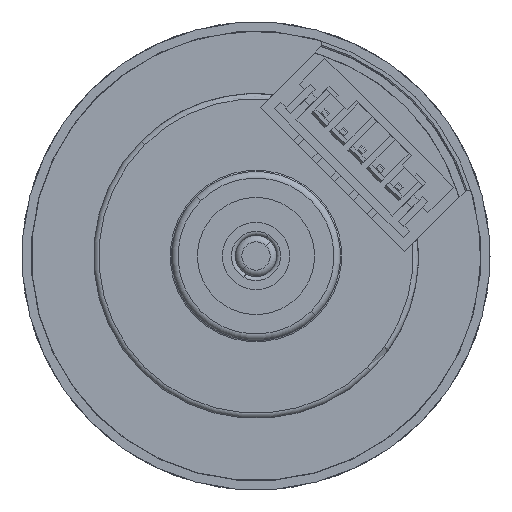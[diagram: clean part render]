
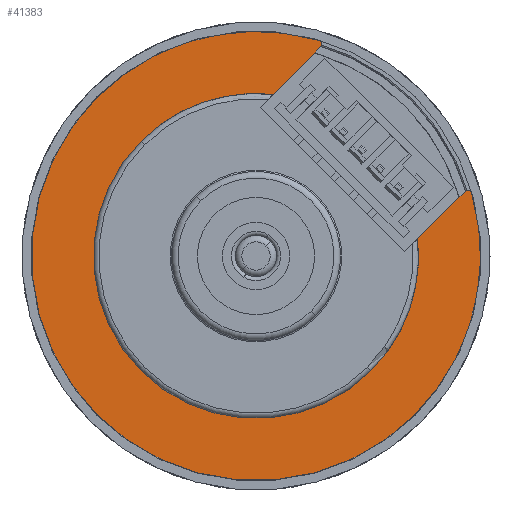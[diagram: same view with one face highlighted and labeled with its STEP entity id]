
A CAD part, left-side view. The second image highlights one B-rep face of the part: STEP entity #41383.
In plain terms, the highlighted planar face has unit normal (-1, 0, 0).
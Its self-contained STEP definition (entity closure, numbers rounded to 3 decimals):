
#40599=DIRECTION('',(0.,-1.,0.));
#40600=VECTOR('',#40599,5.163);
#40601=CARTESIAN_POINT('',(-1.,-9.728,7.85));
#40602=LINE('',#40601,#40600);
#40603=CARTESIAN_POINT('',(-1.,0.,0.));
#40604=DIRECTION('',(1.,0.,0.));
#40605=DIRECTION('',(0.,0.,1.));
#40606=AXIS2_PLACEMENT_3D('',#40603,#40604,#40605);
#40608=CARTESIAN_POINT('',(-1.,0.,0.));
#40609=DIRECTION('',(1.,0.,0.));
#40610=DIRECTION('',(0.,0.,-1.));
#40611=AXIS2_PLACEMENT_3D('',#40608,#40609,#40610);
#40613=CARTESIAN_POINT('',(-1.,0.,0.));
#40614=DIRECTION('',(1.,0.,0.));
#40615=DIRECTION('',(0.,-0.778,-0.628));
#40616=AXIS2_PLACEMENT_3D('',#40613,#40614,#40615);
#40618=DIRECTION('',(0.,1.,0.));
#40619=VECTOR('',#40618,5.163);
#40620=CARTESIAN_POINT('',(-1.,-14.891,-7.85));
#40621=LINE('',#40620,#40619);
#40622=CARTESIAN_POINT('',(-1.,-14.891,-8.15));
#40623=DIRECTION('',(-1.,0.,0.));
#40624=DIRECTION('',(0.,-0.877,-0.48));
#40625=AXIS2_PLACEMENT_3D('',#40622,#40623,#40624);
#40627=CARTESIAN_POINT('',(-1.,0.,0.));
#40628=DIRECTION('',(-1.,0.,0.));
#40629=DIRECTION('',(0.,0.,-1.));
#40630=AXIS2_PLACEMENT_3D('',#40627,#40628,#40629);
#40632=CARTESIAN_POINT('',(-1.,0.,0.));
#40633=DIRECTION('',(-1.,0.,0.));
#40634=DIRECTION('',(0.,0.,1.));
#40635=AXIS2_PLACEMENT_3D('',#40632,#40633,#40634);
#40637=CARTESIAN_POINT('',(-1.,0.,0.));
#40638=DIRECTION('',(-1.,0.,0.));
#40639=DIRECTION('',(0.,-0.877,0.48));
#40640=AXIS2_PLACEMENT_3D('',#40637,#40638,#40639);
#40642=CARTESIAN_POINT('',(-1.,-14.891,8.15));
#40643=DIRECTION('',(-1.,0.,0.));
#40644=DIRECTION('',(0.,0.,-1.));
#40645=AXIS2_PLACEMENT_3D('',#40642,#40643,#40644);
#40976=CARTESIAN_POINT('',(-1.,0.,-12.5));
#40977=CARTESIAN_POINT('',(-1.,0.,12.5));
#40978=VERTEX_POINT('',#40976);
#40979=VERTEX_POINT('',#40977);
#40981=CARTESIAN_POINT('',(-1.,0.,17.275));
#40983=VERTEX_POINT('',#40981);
#41031=CARTESIAN_POINT('',(-1.,-15.154,-8.294));
#41032=CARTESIAN_POINT('',(-1.,-14.891,-7.85));
#41033=VERTEX_POINT('',#41031);
#41034=VERTEX_POINT('',#41032);
#41035=CARTESIAN_POINT('',(-1.,-9.728,7.85));
#41036=CARTESIAN_POINT('',(-1.,-14.891,7.85));
#41037=VERTEX_POINT('',#41035);
#41038=VERTEX_POINT('',#41036);
#41057=CARTESIAN_POINT('',(-1.,0.,-17.275));
#41058=VERTEX_POINT('',#41057);
#41059=CARTESIAN_POINT('',(-1.,-15.154,8.294));
#41060=VERTEX_POINT('',#41059);
#41069=CARTESIAN_POINT('',(-1.,-9.728,-7.85));
#41070=VERTEX_POINT('',#41069);
#41357=CARTESIAN_POINT('',(-1.,17.275,0.));
#41358=DIRECTION('',(-1.,0.,0.));
#41359=DIRECTION('',(0.,0.,1.));
#41360=AXIS2_PLACEMENT_3D('',#41357,#41358,#41359);
#41361=PLANE('',#41360);
#41363=ORIENTED_EDGE('',*,*,#41362,.F.);
#41365=ORIENTED_EDGE('',*,*,#41364,.F.);
#41367=ORIENTED_EDGE('',*,*,#41366,.F.);
#41369=ORIENTED_EDGE('',*,*,#41368,.F.);
#41370=ORIENTED_EDGE('',*,*,#41335,.F.);
#41372=ORIENTED_EDGE('',*,*,#41371,.F.);
#41374=ORIENTED_EDGE('',*,*,#41373,.F.);
#41376=ORIENTED_EDGE('',*,*,#41375,.F.);
#41378=ORIENTED_EDGE('',*,*,#41377,.F.);
#41380=ORIENTED_EDGE('',*,*,#41379,.F.);
#41381=EDGE_LOOP('',(#41363,#41365,#41367,#41369,#41370,#41372,#41374,#41376,
#41378,#41380));
#41382=FACE_OUTER_BOUND('',#41381,.F.);
#40607=CIRCLE('',#40606,12.5);
#40612=CIRCLE('',#40611,12.5);
#40617=CIRCLE('',#40616,12.5);
#40626=CIRCLE('',#40625,0.3);
#40631=CIRCLE('',#40630,17.275);
#40636=CIRCLE('',#40635,17.275);
#40641=CIRCLE('',#40640,17.275);
#40646=CIRCLE('',#40645,0.3);
#41335=EDGE_CURVE('',#41034,#41070,#40621,.T.);
#41362=EDGE_CURVE('',#41037,#41038,#40602,.T.);
#41364=EDGE_CURVE('',#40979,#41037,#40607,.T.);
#41366=EDGE_CURVE('',#40978,#40979,#40612,.T.);
#41368=EDGE_CURVE('',#41070,#40978,#40617,.T.);
#41371=EDGE_CURVE('',#41033,#41034,#40626,.T.);
#41373=EDGE_CURVE('',#41058,#41033,#40631,.T.);
#41375=EDGE_CURVE('',#40983,#41058,#40636,.T.);
#41377=EDGE_CURVE('',#41060,#40983,#40641,.T.);
#41379=EDGE_CURVE('',#41038,#41060,#40646,.T.);
#41383=ADVANCED_FACE('',(#41382),#41361,.T.);
